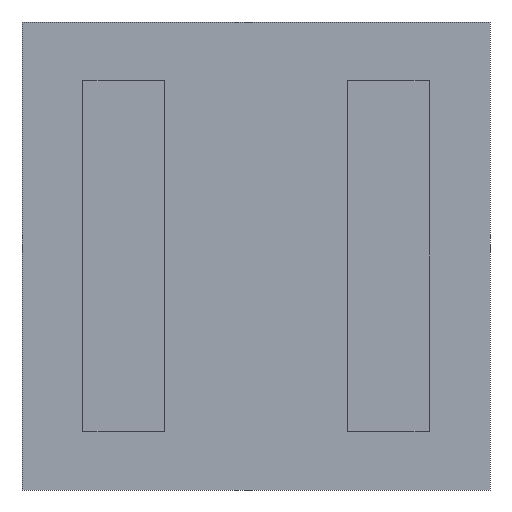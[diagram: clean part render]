
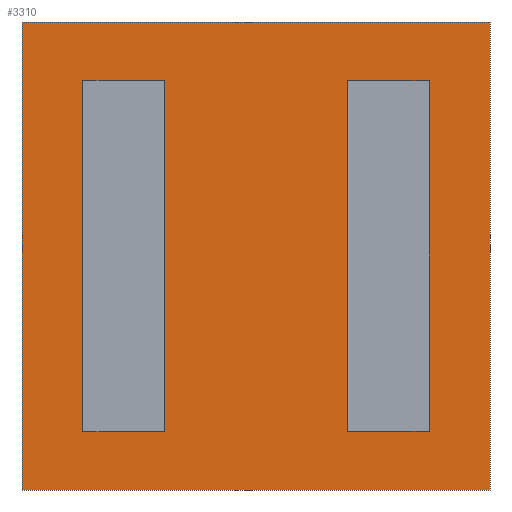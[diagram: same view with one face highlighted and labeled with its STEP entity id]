
A CAD part, front view. The second image highlights one B-rep face of the part: STEP entity #3310.
In plain terms, the highlighted planar face has unit normal (0, -1, 0).
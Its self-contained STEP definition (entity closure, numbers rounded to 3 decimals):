
#6 = DIRECTION ( 'NONE',  ( 0., 0., -1. ) ) ;
#16 = CARTESIAN_POINT ( 'NONE',  ( 2.96, 0., -3. ) ) ;
#18 = DIRECTION ( 'NONE',  ( 0., 0., 1. ) ) ;
#20 = ORIENTED_EDGE ( 'NONE', *, *, #2430, .F. ) ;
#143 = VERTEX_POINT ( 'NONE', #2982 ) ;
#168 = EDGE_CURVE ( 'NONE', #2617, #143, #2606, .T. ) ;
#182 = CARTESIAN_POINT ( 'NONE',  ( -2.96, 0., 4. ) ) ;
#191 = VECTOR ( 'NONE', #18, 1000. ) ;
#195 = ORIENTED_EDGE ( 'NONE', *, *, #2060, .F. ) ;
#236 = ORIENTED_EDGE ( 'NONE', *, *, #515, .F. ) ;
#275 = CARTESIAN_POINT ( 'NONE',  ( 4., 0., 4. ) ) ;
#284 = VECTOR ( 'NONE', #478, 1000. ) ;
#287 = CARTESIAN_POINT ( 'NONE',  ( 2.96, 0., 3. ) ) ;
#325 = LINE ( 'NONE', #3372, #191 ) ;
#338 = VECTOR ( 'NONE', #1898, 1000. ) ;
#371 = ORIENTED_EDGE ( 'NONE', *, *, #3567, .F. ) ;
#380 = LINE ( 'NONE', #3624, #1941 ) ;
#462 = CARTESIAN_POINT ( 'NONE',  ( 4., 0., 3. ) ) ;
#468 = LINE ( 'NONE', #2760, #284 ) ;
#478 = DIRECTION ( 'NONE',  ( 1., 0., 0. ) ) ;
#484 = LINE ( 'NONE', #2824, #2453 ) ;
#515 = EDGE_CURVE ( 'NONE', #994, #732, #1718, .T. ) ;
#575 = DIRECTION ( 'NONE',  ( 0., 0., 1. ) ) ;
#682 = VERTEX_POINT ( 'NONE', #3102 ) ;
#689 = VERTEX_POINT ( 'NONE', #16 ) ;
#732 = VERTEX_POINT ( 'NONE', #2866 ) ;
#734 = VECTOR ( 'NONE', #6, 1000. ) ;
#748 = LINE ( 'NONE', #182, #338 ) ;
#791 = ORIENTED_EDGE ( 'NONE', *, *, #1701, .F. ) ;
#808 = CARTESIAN_POINT ( 'NONE',  ( 4., 0., -3. ) ) ;
#828 = VECTOR ( 'NONE', #2457, 1000. ) ;
#856 = PLANE ( 'NONE',  #1137 ) ;
#895 = VECTOR ( 'NONE', #2069, 1000. ) ;
#909 = ORIENTED_EDGE ( 'NONE', *, *, #168, .F. ) ;
#937 = FACE_BOUND ( 'NONE', #2745, .T. ) ;
#994 = VERTEX_POINT ( 'NONE', #3132 ) ;
#1037 = CARTESIAN_POINT ( 'NONE',  ( 4., 0., -4. ) ) ;
#1117 = DIRECTION ( 'NONE',  ( 0., 0., -1. ) ) ;
#1126 = DIRECTION ( 'NONE',  ( 0., 0., 1. ) ) ;
#1137 = AXIS2_PLACEMENT_3D ( 'NONE', #275, #2805, #575 ) ;
#1273 = FACE_OUTER_BOUND ( 'NONE', #1874, .T. ) ;
#1350 = VERTEX_POINT ( 'NONE', #3513 ) ;
#1419 = LINE ( 'NONE', #1037, #2627 ) ;
#1432 = ORIENTED_EDGE ( 'NONE', *, *, #1654, .T. ) ;
#1481 = EDGE_CURVE ( 'NONE', #682, #3264, #468, .T. ) ;
#1483 = LINE ( 'NONE', #2071, #734 ) ;
#1548 = CARTESIAN_POINT ( 'NONE',  ( -4., 0., 4. ) ) ;
#1625 = CARTESIAN_POINT ( 'NONE',  ( 4., 0., 3. ) ) ;
#1654 = EDGE_CURVE ( 'NONE', #2522, #682, #1483, .T. ) ;
#1670 = CARTESIAN_POINT ( 'NONE',  ( 1.56, 0., 4. ) ) ;
#1677 = FACE_BOUND ( 'NONE', #2261, .T. ) ;
#1679 = CARTESIAN_POINT ( 'NONE',  ( 4., 0., 4. ) ) ;
#1701 = EDGE_CURVE ( 'NONE', #143, #1350, #325, .T. ) ;
#1718 = LINE ( 'NONE', #1670, #3122 ) ;
#1794 = ORIENTED_EDGE ( 'NONE', *, *, #2233, .T. ) ;
#1797 = CARTESIAN_POINT ( 'NONE',  ( 4., 0., -3. ) ) ;
#1874 = EDGE_LOOP ( 'NONE', ( #1794, #1432, #3546, #3180 ) ) ;
#1896 = LINE ( 'NONE', #1625, #2243 ) ;
#1898 = DIRECTION ( 'NONE',  ( 0., 0., -1. ) ) ;
#1905 = DIRECTION ( 'NONE',  ( -1., 0., 0. ) ) ;
#1941 = VECTOR ( 'NONE', #1126, 1000. ) ;
#2060 = EDGE_CURVE ( 'NONE', #3327, #994, #2197, .T. ) ;
#2065 = LINE ( 'NONE', #1797, #895 ) ;
#2069 = DIRECTION ( 'NONE',  ( 1., 0., 0. ) ) ;
#2071 = CARTESIAN_POINT ( 'NONE',  ( -4., 0., -4. ) ) ;
#2138 = DIRECTION ( 'NONE',  ( 0., 0., 1. ) ) ;
#2197 = LINE ( 'NONE', #462, #2864 ) ;
#2227 = CARTESIAN_POINT ( 'NONE',  ( 4., 0., -4. ) ) ;
#2233 = EDGE_CURVE ( 'NONE', #3637, #2522, #484, .T. ) ;
#2243 = VECTOR ( 'NONE', #1905, 1000. ) ;
#2261 = EDGE_LOOP ( 'NONE', ( #791, #909, #3230, #3110 ) ) ;
#2401 = DIRECTION ( 'NONE',  ( -1., 0., 0. ) ) ;
#2430 = EDGE_CURVE ( 'NONE', #732, #689, #2065, .T. ) ;
#2453 = VECTOR ( 'NONE', #2852, 1000. ) ;
#2457 = DIRECTION ( 'NONE',  ( 1., 0., 0. ) ) ;
#2466 = CARTESIAN_POINT ( 'NONE',  ( -2.96, 0., 3. ) ) ;
#2522 = VERTEX_POINT ( 'NONE', #1548 ) ;
#2606 = LINE ( 'NONE', #808, #828 ) ;
#2617 = VERTEX_POINT ( 'NONE', #3493 ) ;
#2627 = VECTOR ( 'NONE', #2138, 1000. ) ;
#2745 = EDGE_LOOP ( 'NONE', ( #20, #236, #195, #371 ) ) ;
#2760 = CARTESIAN_POINT ( 'NONE',  ( -4., 0., -4. ) ) ;
#2805 = DIRECTION ( 'NONE',  ( 0., 1., 0. ) ) ;
#2824 = CARTESIAN_POINT ( 'NONE',  ( -4., 0., 4. ) ) ;
#2852 = DIRECTION ( 'NONE',  ( -1., 0., 0. ) ) ;
#2864 = VECTOR ( 'NONE', #2401, 1000. ) ;
#2866 = CARTESIAN_POINT ( 'NONE',  ( 1.56, 0., -3. ) ) ;
#2914 = EDGE_CURVE ( 'NONE', #3264, #3637, #1419, .T. ) ;
#2923 = VERTEX_POINT ( 'NONE', #2466 ) ;
#2982 = CARTESIAN_POINT ( 'NONE',  ( -1.56, 0., -3. ) ) ;
#2983 = EDGE_CURVE ( 'NONE', #1350, #2923, #1896, .T. ) ;
#3102 = CARTESIAN_POINT ( 'NONE',  ( -4., 0., -4. ) ) ;
#3110 = ORIENTED_EDGE ( 'NONE', *, *, #2983, .F. ) ;
#3122 = VECTOR ( 'NONE', #1117, 1000. ) ;
#3132 = CARTESIAN_POINT ( 'NONE',  ( 1.56, 0., 3. ) ) ;
#3180 = ORIENTED_EDGE ( 'NONE', *, *, #2914, .T. ) ;
#3230 = ORIENTED_EDGE ( 'NONE', *, *, #3524, .F. ) ;
#3264 = VERTEX_POINT ( 'NONE', #2227 ) ;
#3310 = ADVANCED_FACE ( 'NONE', ( #1677, #1273, #937 ), #856, .F. ) ;
#3327 = VERTEX_POINT ( 'NONE', #287 ) ;
#3372 = CARTESIAN_POINT ( 'NONE',  ( -1.56, 0., 4. ) ) ;
#3493 = CARTESIAN_POINT ( 'NONE',  ( -2.96, 0., -3. ) ) ;
#3513 = CARTESIAN_POINT ( 'NONE',  ( -1.56, 0., 3. ) ) ;
#3524 = EDGE_CURVE ( 'NONE', #2923, #2617, #748, .T. ) ;
#3546 = ORIENTED_EDGE ( 'NONE', *, *, #1481, .T. ) ;
#3567 = EDGE_CURVE ( 'NONE', #689, #3327, #380, .T. ) ;
#3624 = CARTESIAN_POINT ( 'NONE',  ( 2.96, 0., 4. ) ) ;
#3637 = VERTEX_POINT ( 'NONE', #1679 ) ;
